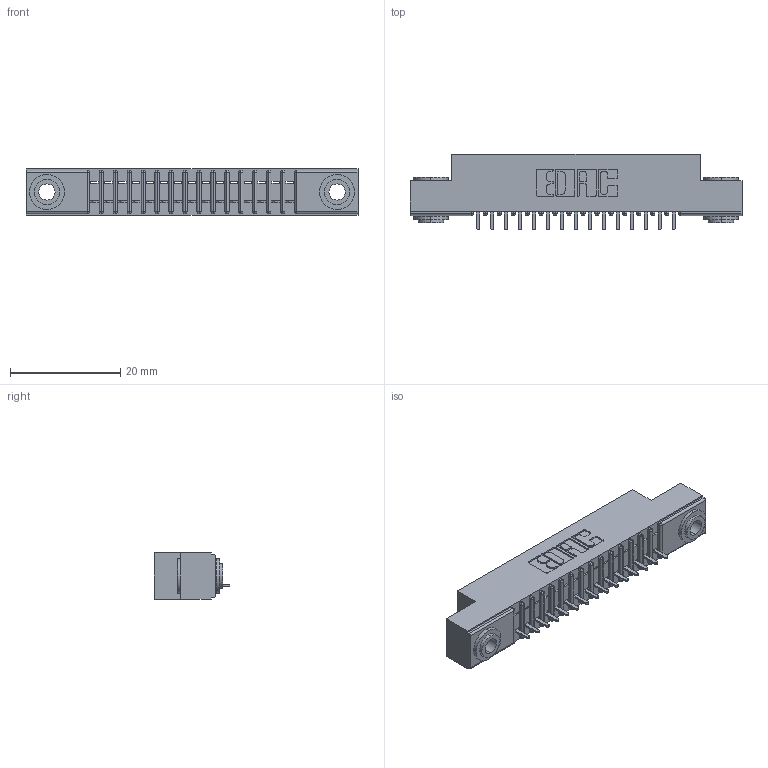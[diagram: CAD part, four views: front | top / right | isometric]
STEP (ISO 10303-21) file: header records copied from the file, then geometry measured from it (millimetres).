
FILE_DESCRIPTION (( 'STEP AP203' ), '1' );
FILE_NAME ('341-015-524-103.STEP', '2018-08-06T15:29:50', ( '' ), ( '' ), 'SwSTEP 2.0', 'SolidWorks 2016', '' );
FILE_SCHEMA (( 'CONFIG_CONTROL_DESIGN' ));
Length unit declared in the file: inch
Products named in the file (4): 341-292-001_341-292-124; 345-250-002_345-250-002-102; 341-015-524-103; 341 Part_.156 (3.96) Dia Mounting Holes
Assembly tree (18 placements, depth 2):
  341-015-524-103
    341 Part_.156 (3.96) Dia Mounting Holes
    341-292-001_341-292-124  x15
    345-250-002_345-250-002-102  x2
Bounding box: 60.33 x 13.64 x 8.38 mm (x, y, z)
Volume: 3346 mm3; surface area: 6039.5 mm2
Topology: 18 solids, 18 shells, 1398 faces, 3983 edges, 2558 vertices
Faces by surface type: plane 857, cylinder 473, sphere 32, torus 28, cone 8
Entity records: 22335 total; most frequent: CARTESIAN_POINT 3759, ORIENTED_EDGE 3738, DIRECTION 3667, EDGE_CURVE 1869, LINE 1471, VECTOR 1471, VERTEX_POINT 1190, AXIS2_PLACEMENT_3D 1098
